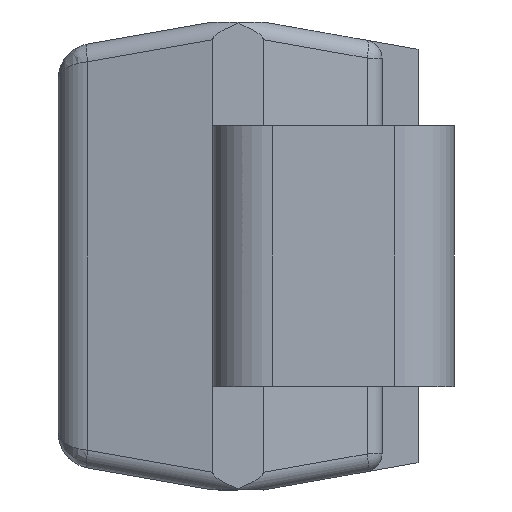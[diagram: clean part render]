
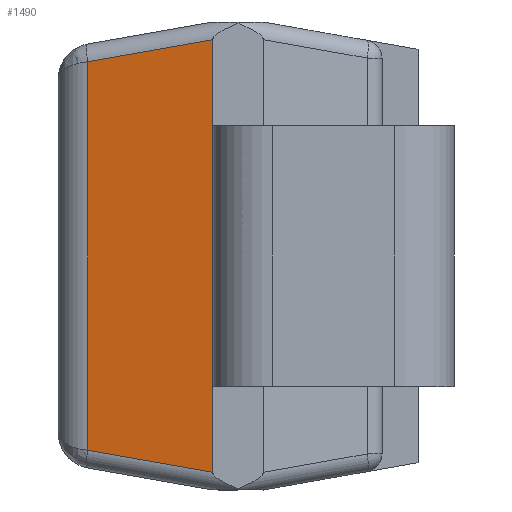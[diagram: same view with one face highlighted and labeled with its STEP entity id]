
A CAD part, left-side view. The second image highlights one B-rep face of the part: STEP entity #1490.
In plain terms, the highlighted planar face has unit normal (-0.985, 0.174, 0).
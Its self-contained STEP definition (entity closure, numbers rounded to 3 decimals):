
#72 = FACE_OUTER_BOUND ( 'NONE', #917, .T. ) ;
#120 = LINE ( 'NONE', #1112, #1256 ) ;
#126 = VERTEX_POINT ( 'NONE', #1578 ) ;
#144 = VECTOR ( 'NONE', #978, 1000. ) ;
#171 = VECTOR ( 'NONE', #1158, 1000. ) ;
#276 = VECTOR ( 'NONE', #1217, 1000. ) ;
#311 = ORIENTED_EDGE ( 'NONE', *, *, #2080, .T. ) ;
#317 = CARTESIAN_POINT ( 'NONE',  ( -2.038, 0.835, -1.079 ) ) ;
#356 = ORIENTED_EDGE ( 'NONE', *, *, #2455, .T. ) ;
#561 = CARTESIAN_POINT ( 'NONE',  ( -2.163, 0.124, -1.204 ) ) ;
#569 = EDGE_CURVE ( 'NONE', #2360, #2390, #120, .T. ) ;
#782 = DIRECTION ( 'NONE',  ( -0.174, -0.985, 0. ) ) ;
#795 = CARTESIAN_POINT ( 'NONE',  ( -2.16, 0.14, 1.202 ) ) ;
#917 = EDGE_LOOP ( 'NONE', ( #2670, #2082, #311, #356 ) ) ;
#978 = DIRECTION ( 'NONE',  ( 0., 0., -1. ) ) ;
#1112 = CARTESIAN_POINT ( 'NONE',  ( -2.087, 0.555, 1.128 ) ) ;
#1158 = DIRECTION ( 'NONE',  ( 0., 0., 1. ) ) ;
#1217 = DIRECTION ( 'NONE',  ( -0.171, -0.97, -0.171 ) ) ;
#1256 = VECTOR ( 'NONE', #2190, 1000. ) ;
#1346 = CARTESIAN_POINT ( 'NONE',  ( -2.16, 0.14, 1.3 ) ) ;
#1461 = LINE ( 'NONE', #1346, #171 ) ;
#1490 = ADVANCED_FACE ( 'NONE', ( #72 ), #2672, .T. ) ;
#1578 = CARTESIAN_POINT ( 'NONE',  ( -2.16, 0.14, -1.202 ) ) ;
#1605 = CARTESIAN_POINT ( 'NONE',  ( -2.16, 0.14, -1.3 ) ) ;
#1663 = LINE ( 'NONE', #561, #276 ) ;
#1806 = CARTESIAN_POINT ( 'NONE',  ( -2.038, 0.835, -1.05 ) ) ;
#1988 = EDGE_CURVE ( 'NONE', #2390, #2257, #2428, .T. ) ;
#2080 = EDGE_CURVE ( 'NONE', #2257, #126, #1663, .T. ) ;
#2082 = ORIENTED_EDGE ( 'NONE', *, *, #1988, .T. ) ;
#2190 = DIRECTION ( 'NONE',  ( 0.171, 0.97, -0.171 ) ) ;
#2257 = VERTEX_POINT ( 'NONE', #317 ) ;
#2360 = VERTEX_POINT ( 'NONE', #795 ) ;
#2390 = VERTEX_POINT ( 'NONE', #2652 ) ;
#2428 = LINE ( 'NONE', #1806, #144 ) ;
#2455 = EDGE_CURVE ( 'NONE', #126, #2360, #1461, .T. ) ;
#2491 = AXIS2_PLACEMENT_3D ( 'NONE', #1605, #2683, #782 ) ;
#2652 = CARTESIAN_POINT ( 'NONE',  ( -2.038, 0.835, 1.079 ) ) ;
#2670 = ORIENTED_EDGE ( 'NONE', *, *, #569, .T. ) ;
#2672 = PLANE ( 'NONE',  #2491 ) ;
#2683 = DIRECTION ( 'NONE',  ( -0.985, 0.174, 0. ) ) ;
